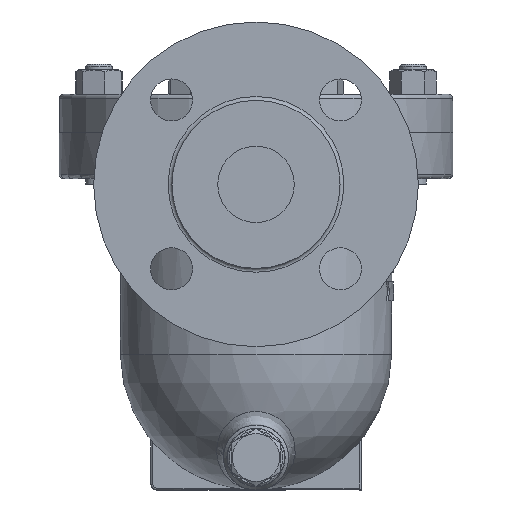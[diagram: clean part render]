
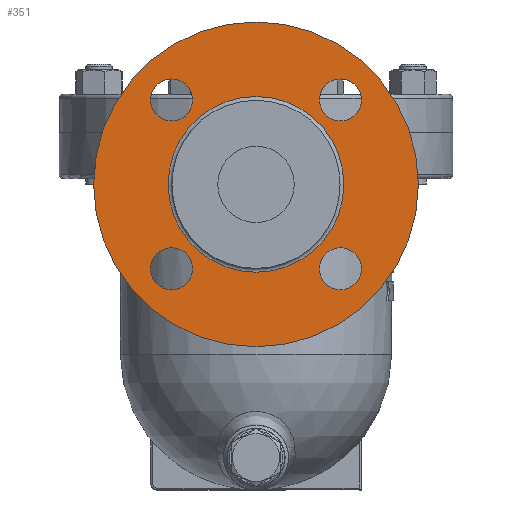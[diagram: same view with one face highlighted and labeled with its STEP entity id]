
A CAD part, left-side view. The second image highlights one B-rep face of the part: STEP entity #351.
In plain terms, the highlighted planar face has unit normal (-1, 0, 0).
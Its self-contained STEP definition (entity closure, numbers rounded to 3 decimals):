
#193=CARTESIAN_POINT('',(-180.,0.0,82.));
#194=VERTEX_POINT('',#193);
#195=CARTESIAN_POINT('',(-180.,0.0,-3.));
#196=DIRECTION('',(-1.0,0.0,0.0));
#197=DIRECTION('',(0.0,0.0,1.0));
#198=AXIS2_PLACEMENT_3D('',#195,#196,#197);
#199=CIRCLE('',#198,85.);
#200=EDGE_CURVE('',#194,#194,#199,.T.);
#253=CARTESIAN_POINT('',(-180.,0.0,43.));
#254=VERTEX_POINT('',#253);
#255=CARTESIAN_POINT('',(-180.,0.0,-3.));
#256=DIRECTION('',(-1.0,0.0,0.0));
#257=DIRECTION('',(0.0,0.0,-1.0));
#258=AXIS2_PLACEMENT_3D('',#255,#256,#257);
#259=CIRCLE('',#258,46.);
#260=EDGE_CURVE('',#254,#254,#259,.T.);
#296=CARTESIAN_POINT('',(-180.,0.0,61.5));
#297=DIRECTION('',(1.0,0.0,0.0));
#298=DIRECTION('',(0.0,0.0,-1.0));
#299=AXIS2_PLACEMENT_3D('',#296,#297,#298);
#300=PLANE('',#299);
#301=ORIENTED_EDGE('',*,*,#200,.T.);
#302=EDGE_LOOP('',(#301));
#303=FACE_OUTER_BOUND('',#302,.T.);
#304=CARTESIAN_POINT('',(-180.,44.194,30.194));
#305=VERTEX_POINT('',#304);
#306=CARTESIAN_POINT('',(-180.,44.194,41.194));
#307=DIRECTION('',(1.0,0.0,0.0));
#308=DIRECTION('',(0.0,0.0,-1.0));
#309=AXIS2_PLACEMENT_3D('',#306,#307,#308);
#310=CIRCLE('',#309,11.0);
#311=EDGE_CURVE('',#305,#305,#310,.T.);
#312=ORIENTED_EDGE('',*,*,#311,.T.);
#313=EDGE_LOOP('',(#312));
#314=FACE_BOUND('',#313,.T.);
#315=CARTESIAN_POINT('',(-180.,33.194,-47.194));
#316=VERTEX_POINT('',#315);
#317=CARTESIAN_POINT('',(-180.,44.194,-47.194));
#318=DIRECTION('',(1.0,0.0,0.0));
#319=DIRECTION('',(0.0,-1.0,0.0));
#320=AXIS2_PLACEMENT_3D('',#317,#318,#319);
#321=CIRCLE('',#320,11.0);
#322=EDGE_CURVE('',#316,#316,#321,.T.);
#323=ORIENTED_EDGE('',*,*,#322,.T.);
#324=EDGE_LOOP('',(#323));
#325=FACE_BOUND('',#324,.T.);
#326=CARTESIAN_POINT('',(-180.,-44.194,-36.194));
#327=VERTEX_POINT('',#326);
#328=CARTESIAN_POINT('',(-180.,-44.194,-47.194));
#329=DIRECTION('',(1.0,0.0,0.0));
#330=DIRECTION('',(0.0,0.0,1.0));
#331=AXIS2_PLACEMENT_3D('',#328,#329,#330);
#332=CIRCLE('',#331,11.0);
#333=EDGE_CURVE('',#327,#327,#332,.T.);
#334=ORIENTED_EDGE('',*,*,#333,.T.);
#335=EDGE_LOOP('',(#334));
#336=FACE_BOUND('',#335,.T.);
#337=CARTESIAN_POINT('',(-180.,-33.194,41.194));
#338=VERTEX_POINT('',#337);
#339=CARTESIAN_POINT('',(-180.,-44.194,41.194));
#340=DIRECTION('',(1.0,0.0,0.0));
#341=DIRECTION('',(0.0,1.0,0.0));
#342=AXIS2_PLACEMENT_3D('',#339,#340,#341);
#343=CIRCLE('',#342,11.0);
#344=EDGE_CURVE('',#338,#338,#343,.T.);
#345=ORIENTED_EDGE('',*,*,#344,.T.);
#346=EDGE_LOOP('',(#345));
#347=FACE_BOUND('',#346,.T.);
#348=ORIENTED_EDGE('',*,*,#260,.F.);
#349=EDGE_LOOP('',(#348));
#350=FACE_BOUND('',#349,.T.);
#351=ADVANCED_FACE('',(#303,#314,#325,#336,#347,#350),#300,.F.);
